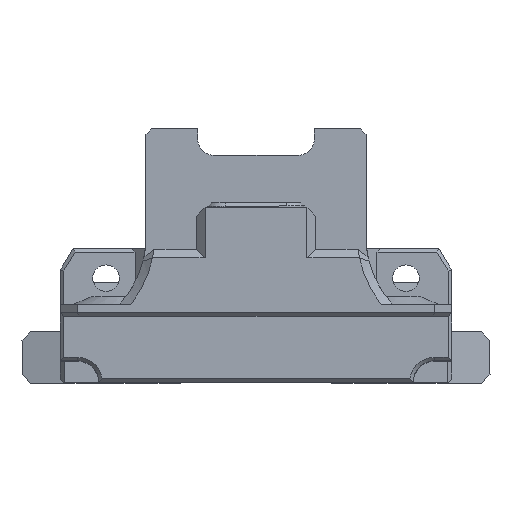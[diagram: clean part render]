
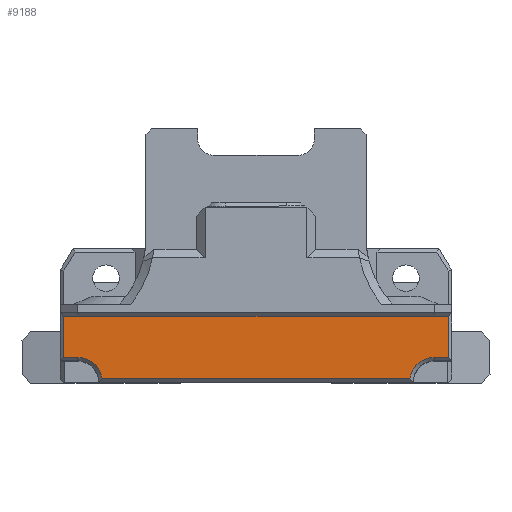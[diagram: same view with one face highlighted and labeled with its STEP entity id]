
A CAD part, top view. The second image highlights one B-rep face of the part: STEP entity #9188.
In plain terms, the highlighted planar face has unit normal (0, 0, 1).
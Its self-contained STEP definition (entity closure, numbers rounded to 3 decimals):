
#197=CIRCLE('',#9559,2.9);
#260=CIRCLE('',#9770,2.9);
#829=FACE_OUTER_BOUND('',#1368,.T.);
#1368=EDGE_LOOP('',(#8240,#8241,#8242,#8243,#8244,#8245,#8246,#8247));
#2078=LINE('',#14349,#3174);
#2102=LINE('',#14411,#3198);
#2308=LINE('',#15023,#3404);
#2331=LINE('',#15082,#3427);
#2465=LINE('',#15437,#3561);
#2466=LINE('',#15439,#3562);
#3174=VECTOR('',#11240,10.);
#3198=VECTOR('',#11300,10.);
#3404=VECTOR('',#11834,10.);
#3427=VECTOR('',#11889,10.);
#3561=VECTOR('',#12271,10.);
#3562=VECTOR('',#12274,10.);
#4107=VERTEX_POINT('',#14344);
#4108=VERTEX_POINT('',#14348);
#4127=VERTEX_POINT('',#14405);
#4128=VERTEX_POINT('',#14407);
#4285=VERTEX_POINT('',#15020);
#4286=VERTEX_POINT('',#15022);
#4306=VERTEX_POINT('',#15081);
#4326=VERTEX_POINT('',#15159);
#5187=EDGE_CURVE('',#4107,#4108,#2078,.T.);
#5217=EDGE_CURVE('',#4127,#4128,#197,.T.);
#5219=EDGE_CURVE('',#4108,#4127,#2102,.T.);
#5486=EDGE_CURVE('',#4286,#4285,#2308,.T.);
#5515=EDGE_CURVE('',#4285,#4306,#2331,.T.);
#5556=EDGE_CURVE('',#4306,#4326,#260,.T.);
#5690=EDGE_CURVE('',#4107,#4286,#2465,.F.);
#5691=EDGE_CURVE('',#4128,#4326,#2466,.T.);
#8240=ORIENTED_EDGE('',*,*,#5690,.T.);
#8241=ORIENTED_EDGE('',*,*,#5486,.T.);
#8242=ORIENTED_EDGE('',*,*,#5515,.T.);
#8243=ORIENTED_EDGE('',*,*,#5556,.T.);
#8244=ORIENTED_EDGE('',*,*,#5691,.F.);
#8245=ORIENTED_EDGE('',*,*,#5217,.F.);
#8246=ORIENTED_EDGE('',*,*,#5219,.F.);
#8247=ORIENTED_EDGE('',*,*,#5187,.F.);
#8695=PLANE('',#9866);
#9188=ADVANCED_FACE('',(#829),#8695,.T.);
#9559=AXIS2_PLACEMENT_3D('',#14408,#11294,#11295);
#9770=AXIS2_PLACEMENT_3D('',#15161,#11976,#11977);
#9866=AXIS2_PLACEMENT_3D('',#15438,#12272,#12273);
#11240=DIRECTION('',(0.,-1.,0.));
#11294=DIRECTION('center_axis',(0.,0.,
1.));
#11295=DIRECTION('ref_axis',(-1.,0.,0.));
#11300=DIRECTION('',(-1.,0.,0.));
#11834=DIRECTION('',(0.,-1.,0.));
#11889=DIRECTION('',(1.,0.,0.));
#11976=DIRECTION('center_axis',(0.,0.,
-1.));
#11977=DIRECTION('ref_axis',(1.,0.,0.));
#12271=DIRECTION('',(1.,0.,0.));
#12272=DIRECTION('center_axis',(0.,0.,
1.));
#12273=DIRECTION('ref_axis',(1.,0.,0.));
#12274=DIRECTION('',(-1.,0.,0.));
#14344=CARTESIAN_POINT('',(149.601,148.191,100.657));
#14348=CARTESIAN_POINT('',(149.601,143.391,100.657));
#14349=CARTESIAN_POINT('',(149.601,141.489,100.657));
#14405=CARTESIAN_POINT('',(148.001,143.391,100.657));
#14407=CARTESIAN_POINT('',(145.128,140.891,100.657));
#14408=CARTESIAN_POINT('Origin',(148.001,140.491,100.657));
#14411=CARTESIAN_POINT('',(127.902,143.391,100.657));
#15020=CARTESIAN_POINT('',(104.716,143.391,100.657));
#15022=CARTESIAN_POINT('',(104.716,148.191,100.657));
#15023=CARTESIAN_POINT('',(104.716,141.489,100.657));
#15081=CARTESIAN_POINT('',(106.316,143.391,100.657));
#15082=CARTESIAN_POINT('',(126.414,143.391,100.657));
#15159=CARTESIAN_POINT('',(109.188,140.891,100.657));
#15161=CARTESIAN_POINT('Origin',(106.316,140.491,100.657));
#15437=CARTESIAN_POINT('',(130.238,148.191,100.657));
#15438=CARTESIAN_POINT('Origin',(133.303,141.486,100.657));
#15439=CARTESIAN_POINT('',(129.864,140.891,100.657));
